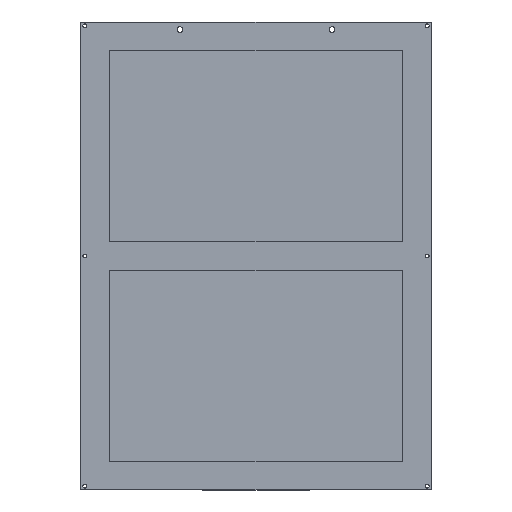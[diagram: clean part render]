
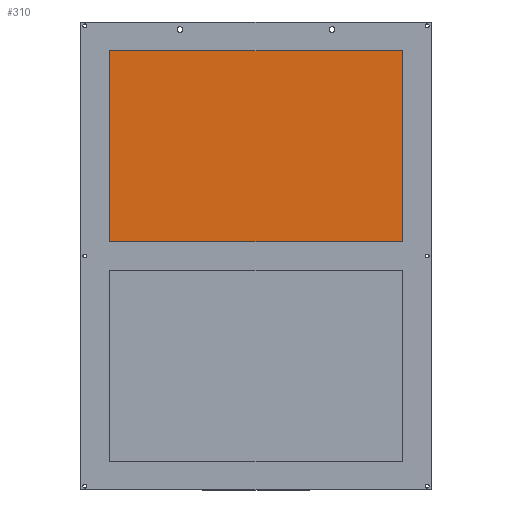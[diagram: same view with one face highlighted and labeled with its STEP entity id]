
A CAD part, top view. The second image highlights one B-rep face of the part: STEP entity #310.
In plain terms, the highlighted planar face has unit normal (0, 0, 1).
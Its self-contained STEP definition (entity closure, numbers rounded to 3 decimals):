
#14 = PLANE ( 'NONE',  #386 ) ;
#32 = LINE ( 'NONE', #853, #252 ) ;
#39 = EDGE_CURVE ( 'NONE', #1115, #106, #887, .T. ) ;
#49 = DIRECTION ( 'NONE',  ( -1., 0., 0. ) ) ;
#106 = VERTEX_POINT ( 'NONE', #146 ) ;
#114 = VECTOR ( 'NONE', #976, 1000. ) ;
#146 = CARTESIAN_POINT ( 'NONE',  ( -395., 27.5, 0. ) ) ;
#157 = CARTESIAN_POINT ( 'NONE',  ( 395., 27.5, 0. ) ) ;
#159 = FACE_OUTER_BOUND ( 'NONE', #237, .T. ) ;
#171 = LINE ( 'NONE', #1190, #240 ) ;
#237 = EDGE_LOOP ( 'NONE', ( #748, #509, #930, #989 ) ) ;
#240 = VECTOR ( 'NONE', #611, 1000. ) ;
#252 = VECTOR ( 'NONE', #1223, 1000. ) ;
#270 = VERTEX_POINT ( 'NONE', #967 ) ;
#310 = ADVANCED_FACE ( 'NONE', ( #159 ), #14, .F. ) ;
#386 = AXIS2_PLACEMENT_3D ( 'NONE', #488, #756, #1061 ) ;
#403 = EDGE_CURVE ( 'NONE', #106, #1155, #32, .T. ) ;
#488 = CARTESIAN_POINT ( 'NONE',  ( 0., 0., 0. ) ) ;
#509 = ORIENTED_EDGE ( 'NONE', *, *, #1139, .F. ) ;
#611 = DIRECTION ( 'NONE',  ( 0., -1., 0. ) ) ;
#748 = ORIENTED_EDGE ( 'NONE', *, *, #846, .F. ) ;
#756 = DIRECTION ( 'NONE',  ( 0., 0., -1. ) ) ;
#786 = CARTESIAN_POINT ( 'NONE',  ( 395., 27.5, 0. ) ) ;
#846 = EDGE_CURVE ( 'NONE', #270, #1115, #171, .T. ) ;
#853 = CARTESIAN_POINT ( 'NONE',  ( -395., 27.5, 0. ) ) ;
#856 = LINE ( 'NONE', #1158, #114 ) ;
#887 = LINE ( 'NONE', #157, #955 ) ;
#893 = CARTESIAN_POINT ( 'NONE',  ( -395., 550., 0. ) ) ;
#930 = ORIENTED_EDGE ( 'NONE', *, *, #403, .F. ) ;
#955 = VECTOR ( 'NONE', #49, 1000. ) ;
#967 = CARTESIAN_POINT ( 'NONE',  ( 395., 550., 0. ) ) ;
#976 = DIRECTION ( 'NONE',  ( 1., 0., 0. ) ) ;
#989 = ORIENTED_EDGE ( 'NONE', *, *, #39, .F. ) ;
#1061 = DIRECTION ( 'NONE',  ( -1., 0., 0. ) ) ;
#1115 = VERTEX_POINT ( 'NONE', #786 ) ;
#1139 = EDGE_CURVE ( 'NONE', #1155, #270, #856, .T. ) ;
#1155 = VERTEX_POINT ( 'NONE', #893 ) ;
#1158 = CARTESIAN_POINT ( 'NONE',  ( -395., 550., 0. ) ) ;
#1190 = CARTESIAN_POINT ( 'NONE',  ( 395., 550., 0. ) ) ;
#1223 = DIRECTION ( 'NONE',  ( 0., 1., 0. ) ) ;
